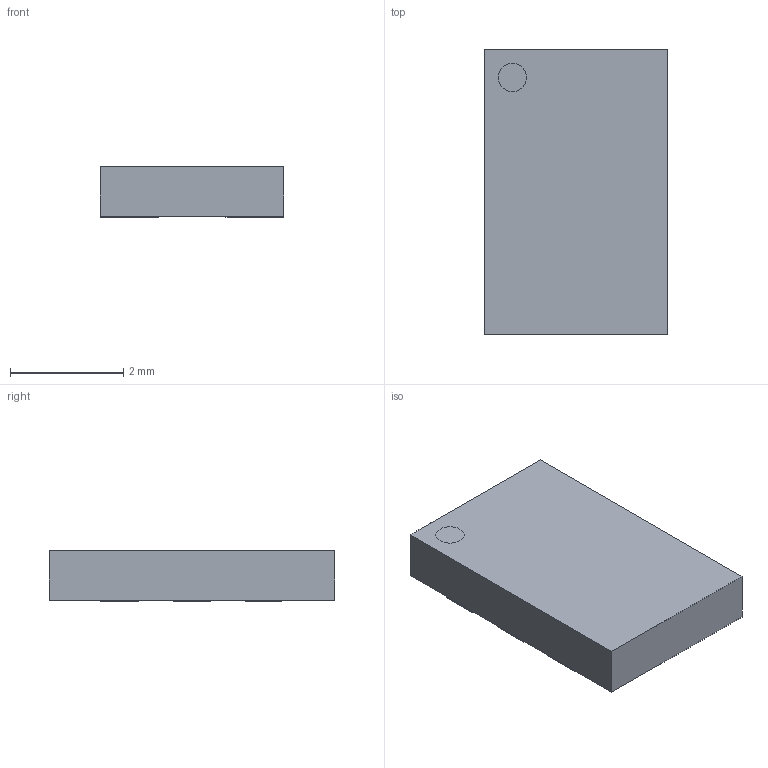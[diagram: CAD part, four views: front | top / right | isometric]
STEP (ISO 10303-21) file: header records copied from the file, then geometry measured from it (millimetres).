
FILE_DESCRIPTION((''),'2;1');
FILE_NAME('OSC_ABBRACON_ASFLMPC.stp','2015-09-08T15:59:36',(''),(''),'Mechanical Desktop 2011','Mechanical Desktop 2011',', , ');
FILE_SCHEMA(('AUTOMOTIVE_DESIGN { 1 2 10303 214 1 1 1 1 }'));
Length unit declared in the file: millimetre
Products named in the file (1): Product
Bounding box: 3.25 x 5.05 x 0.9 mm (x, y, z)
Volume: 14.5 mm3; surface area: 56.4 mm2
Topology: 8 solids, 8 shells, 61 faces, 132 edges, 88 vertices
Faces by surface type: plane 57, cylinder 4
Entity records: 1686 total; most frequent: CARTESIAN_POINT 282, DIRECTION 264, ORIENTED_EDGE 264, EDGE_CURVE 132, VECTOR 124, LINE 124, VERTEX_POINT 88, AXIS2_PLACEMENT_3D 70
